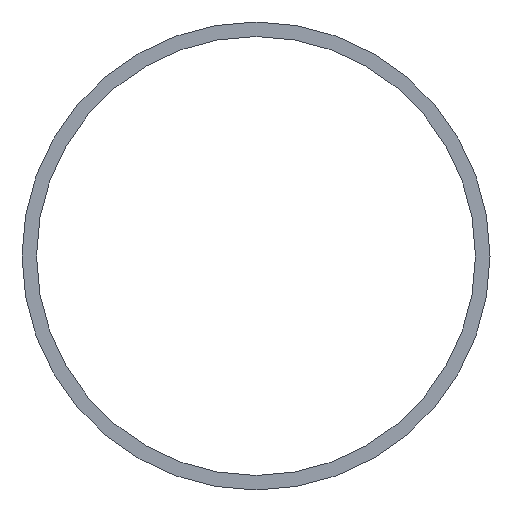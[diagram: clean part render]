
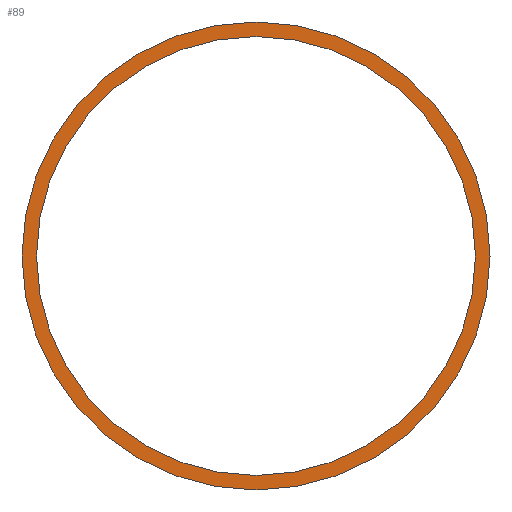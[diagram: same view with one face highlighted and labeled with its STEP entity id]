
A CAD part, left-side view. The second image highlights one B-rep face of the part: STEP entity #89.
In plain terms, the highlighted planar face has unit normal (-1, 0, 0).
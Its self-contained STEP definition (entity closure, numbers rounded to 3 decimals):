
#51 = EDGE_CURVE( '', #97, #59, #121, .T. );
#59 = VERTEX_POINT( '', #129 );
#61 = EDGE_CURVE( '', #85, #67, #131, .T. );
#63 = EDGE_CURVE( '', #67, #85, #133, .T. );
#67 = VERTEX_POINT( '', #138 );
#79 = EDGE_CURVE( '', #59, #97, #151, .T. );
#85 = VERTEX_POINT( '', #157 );
#89 = ADVANCED_FACE( '', ( #162, #163 ), #164, .F. );
#97 = VERTEX_POINT( '', #173 );
#121 = CIRCLE( '', #190, 45. );
#129 = CARTESIAN_POINT( '', ( 0., 0., -45. ) );
#131 = CIRCLE( '', #204, 42.2 );
#133 = CIRCLE( '', #207, 42.2 );
#138 = CARTESIAN_POINT( '', ( 0., 0., 42.2 ) );
#151 = CIRCLE( '', #227, 45. );
#157 = CARTESIAN_POINT( '', ( 0., 0., -42.2 ) );
#162 = FACE_OUTER_BOUND( '', #239, .T. );
#163 = FACE_BOUND( '', #240, .T. );
#164 = PLANE( '', #241 );
#173 = CARTESIAN_POINT( '', ( 0., 0., 45. ) );
#190 = AXIS2_PLACEMENT_3D( '', #266, #267, #268 );
#204 = AXIS2_PLACEMENT_3D( '', #273, #274, #275 );
#207 = AXIS2_PLACEMENT_3D( '', #276, #277, #278 );
#227 = AXIS2_PLACEMENT_3D( '', #297, #298, #299 );
#239 = EDGE_LOOP( '', ( #312, #313 ) );
#240 = EDGE_LOOP( '', ( #314, #315 ) );
#241 = AXIS2_PLACEMENT_3D( '', #316, #317, #318 );
#266 = CARTESIAN_POINT( '', ( 0., 0., 0. ) );
#267 = DIRECTION( '', ( 1., 0., 0. ) );
#268 = DIRECTION( '', ( 0., 0., -1. ) );
#273 = CARTESIAN_POINT( '', ( 0., 0., 0. ) );
#274 = DIRECTION( '', ( 1., 0., 0. ) );
#275 = DIRECTION( '', ( 0., 0., -1. ) );
#276 = CARTESIAN_POINT( '', ( 0., 0., 0. ) );
#277 = DIRECTION( '', ( 1., 0., 0. ) );
#278 = DIRECTION( '', ( 0., 0., -1. ) );
#297 = CARTESIAN_POINT( '', ( 0., 0., 0. ) );
#298 = DIRECTION( '', ( 1., 0., 0. ) );
#299 = DIRECTION( '', ( 0., 0., -1. ) );
#312 = ORIENTED_EDGE( '', *, *, #79, .F. );
#313 = ORIENTED_EDGE( '', *, *, #51, .F. );
#314 = ORIENTED_EDGE( '', *, *, #61, .T. );
#315 = ORIENTED_EDGE( '', *, *, #63, .T. );
#316 = CARTESIAN_POINT( '', ( 0., 0., 0. ) );
#317 = DIRECTION( '', ( 1., 0., 0. ) );
#318 = DIRECTION( '', ( 0., 0., -1. ) );
